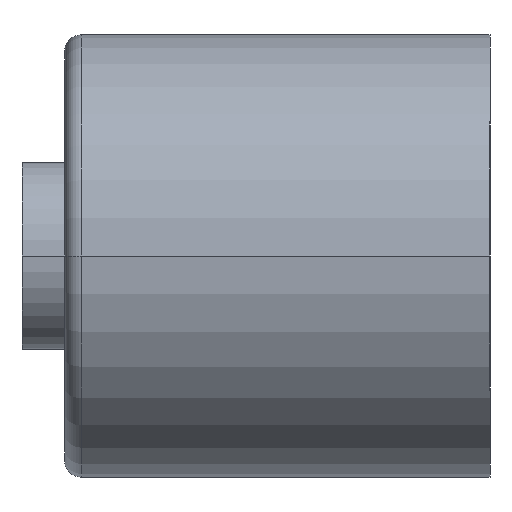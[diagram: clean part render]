
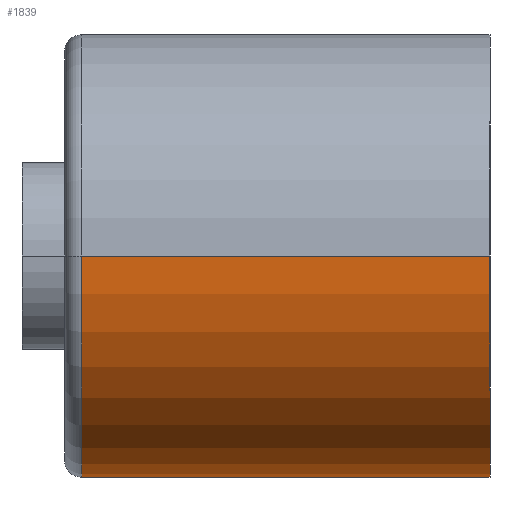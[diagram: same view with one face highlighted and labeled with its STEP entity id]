
A CAD part, left-side view. The second image highlights one B-rep face of the part: STEP entity #1839.
In plain terms, the highlighted cylindrical face has radius 2.6 mm (diameter 5.2 mm), a partial arc.
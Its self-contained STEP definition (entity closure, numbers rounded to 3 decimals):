
#92 = EDGE_CURVE ( 'NONE', #983, #1541, #483, .T. ) ;
#115 = CARTESIAN_POINT ( 'NONE',  ( -3.328, -2.19, 2.016 ) ) ;
#165 = ORIENTED_EDGE ( 'NONE', *, *, #659, .F. ) ;
#247 = DIRECTION ( 'NONE',  ( 0., -1., 0. ) ) ;
#371 = CARTESIAN_POINT ( 'NONE',  ( -3.328, 2.61, -0.584 ) ) ;
#420 = DIRECTION ( 'NONE',  ( 0., 0., -1. ) ) ;
#465 = CYLINDRICAL_SURFACE ( 'NONE', #1330, 2.6 ) ;
#483 = LINE ( 'NONE', #758, #1505 ) ;
#513 = AXIS2_PLACEMENT_3D ( 'NONE', #115, #247, #678 ) ;
#577 = CARTESIAN_POINT ( 'NONE',  ( -3.328, 2.81, 2.016 ) ) ;
#627 = DIRECTION ( 'NONE',  ( 0., 1., 0. ) ) ;
#634 = VERTEX_POINT ( 'NONE', #371 ) ;
#640 = CARTESIAN_POINT ( 'NONE',  ( -3.328, -2.19, -0.584 ) ) ;
#659 = EDGE_CURVE ( 'NONE', #1541, #1768, #1762, .T. ) ;
#678 = DIRECTION ( 'NONE',  ( 0., 0., -1. ) ) ;
#706 = EDGE_CURVE ( 'NONE', #983, #634, #1577, .T. ) ;
#732 = VECTOR ( 'NONE', #627, 1000. ) ;
#745 = ORIENTED_EDGE ( 'NONE', *, *, #706, .T. ) ;
#753 = DIRECTION ( 'NONE',  ( 0., -1., 0. ) ) ;
#758 = CARTESIAN_POINT ( 'NONE',  ( -5.928, 2.81, 2.016 ) ) ;
#941 = LINE ( 'NONE', #1495, #732 ) ;
#983 = VERTEX_POINT ( 'NONE', #1732 ) ;
#1050 = ORIENTED_EDGE ( 'NONE', *, *, #92, .F. ) ;
#1154 = CARTESIAN_POINT ( 'NONE',  ( -3.328, 2.61, 2.016 ) ) ;
#1330 = AXIS2_PLACEMENT_3D ( 'NONE', #577, #1569, #1597 ) ;
#1438 = EDGE_CURVE ( 'NONE', #1768, #634, #941, .T. ) ;
#1447 = DIRECTION ( 'NONE',  ( 0., -1., 0. ) ) ;
#1495 = CARTESIAN_POINT ( 'NONE',  ( -3.328, 2.81, -0.584 ) ) ;
#1505 = VECTOR ( 'NONE', #753, 1000. ) ;
#1541 = VERTEX_POINT ( 'NONE', #1543 ) ;
#1543 = CARTESIAN_POINT ( 'NONE',  ( -5.928, -2.19, 2.016 ) ) ;
#1553 = ORIENTED_EDGE ( 'NONE', *, *, #1438, .F. ) ;
#1569 = DIRECTION ( 'NONE',  ( 0., -1., 0. ) ) ;
#1577 = CIRCLE ( 'NONE', #1698, 2.6 ) ;
#1582 = FACE_OUTER_BOUND ( 'NONE', #1823, .T. ) ;
#1597 = DIRECTION ( 'NONE',  ( 0., 0., -1. ) ) ;
#1698 = AXIS2_PLACEMENT_3D ( 'NONE', #1154, #1447, #420 ) ;
#1732 = CARTESIAN_POINT ( 'NONE',  ( -5.928, 2.61, 2.016 ) ) ;
#1762 = CIRCLE ( 'NONE', #513, 2.6 ) ;
#1768 = VERTEX_POINT ( 'NONE', #640 ) ;
#1823 = EDGE_LOOP ( 'NONE', ( #1050, #745, #1553, #165 ) ) ;
#1839 = ADVANCED_FACE ( 'NONE', ( #1582 ), #465, .T. ) ;
